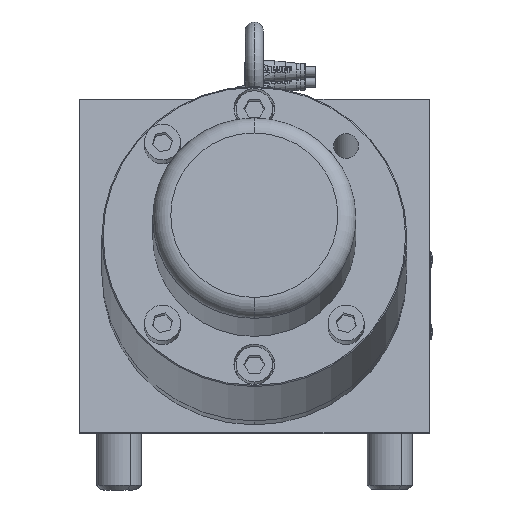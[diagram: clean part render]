
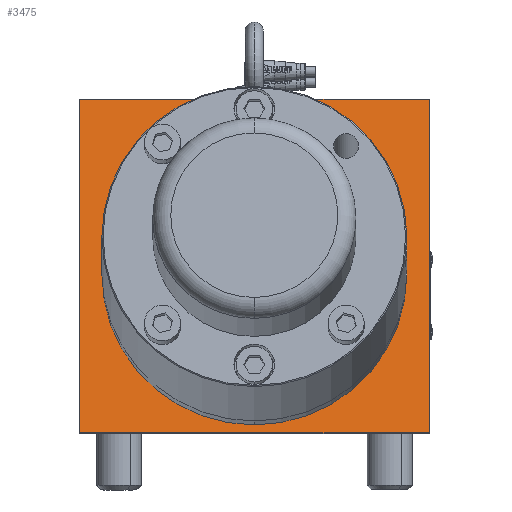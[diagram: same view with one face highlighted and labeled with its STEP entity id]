
A CAD part, left-side view. The second image highlights one B-rep face of the part: STEP entity #3475.
In plain terms, the highlighted planar face has unit normal (-0.985, 0, 0.174).
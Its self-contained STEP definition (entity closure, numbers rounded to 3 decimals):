
#3475=ADVANCED_FACE('',(#9378,#9379),#9380,.T.);
#9378=FACE_BOUND('',#18345,.T.);
#9379=FACE_OUTER_BOUND('',#18346,.T.);
#9380=PLANE('',#18347);
#18345=EDGE_LOOP('',(#28043,#28044));
#18346=EDGE_LOOP('',(#28045,#28046,#28047,#28048));
#18347=AXIS2_PLACEMENT_3D('',#28049,#28050,#28051);
#28043=ORIENTED_EDGE('',*,*,#52500,.T.);
#28044=ORIENTED_EDGE('',*,*,#52849,.T.);
#28045=ORIENTED_EDGE('',*,*,#52890,.T.);
#28046=ORIENTED_EDGE('',*,*,#52891,.F.);
#28047=ORIENTED_EDGE('',*,*,#52815,.F.);
#28048=ORIENTED_EDGE('',*,*,#52731,.T.);
#28049=CARTESIAN_POINT('',(13.092,0.0,74.248));
#28050=DIRECTION('',(-0.985,0.0,0.174));
#28051=DIRECTION('',(0.174,0.0,0.985));
#52500=EDGE_CURVE('',#62363,#62360,#62364,.T.);
#52731=EDGE_CURVE('',#62742,#62740,#62743,.T.);
#52815=EDGE_CURVE('',#62742,#62840,#62841,.T.);
#52849=EDGE_CURVE('',#62360,#62363,#62880,.T.);
#52890=EDGE_CURVE('',#62740,#62925,#62926,.T.);
#52891=EDGE_CURVE('',#62840,#62925,#62927,.T.);
#62360=VERTEX_POINT('',#76781);
#62363=VERTEX_POINT('',#76785);
#62364=CIRCLE('',#76786,45.);
#62740=VERTEX_POINT('',#77334);
#62742=VERTEX_POINT('',#77337);
#62743=LINE('',#77338,#77339);
#62840=VERTEX_POINT('',#77482);
#62841=LINE('',#77483,#77484);
#62880=CIRCLE('',#77592,45.);
#62925=VERTEX_POINT('',#77650);
#62926=LINE('',#77651,#77652);
#62927=LINE('',#77653,#77654);
#76781=CARTESIAN_POINT('',(20.906,77.5,118.564));
#76785=CARTESIAN_POINT('',(5.278,77.5,29.932));
#76786=AXIS2_PLACEMENT_3D('',#103662,#103663,#103664);
#77334=CARTESIAN_POINT('',(26.116,155.0,148.109));
#77337=CARTESIAN_POINT('',(26.116,0.0,148.109));
#77338=CARTESIAN_POINT('',(26.116,0.0,148.109));
#77339=VECTOR('',#104048,1.0);
#77482=CARTESIAN_POINT('',(0.068,0.0,0.388));
#77483=CARTESIAN_POINT('',(26.116,0.0,148.109));
#77484=VECTOR('',#104164,1.0);
#77592=AXIS2_PLACEMENT_3D('',#104216,#104217,#104218);
#77650=CARTESIAN_POINT('',(0.068,155.0,0.388));
#77651=CARTESIAN_POINT('',(26.116,155.0,148.109));
#77652=VECTOR('',#104256,1.0);
#77653=CARTESIAN_POINT('',(0.068,0.0,0.388));
#77654=VECTOR('',#104257,1.0);
#103662=CARTESIAN_POINT('',(13.092,77.5,74.248));
#103663=DIRECTION('',(0.985,0.0,-0.174));
#103664=DIRECTION('',(0.174,0.0,0.985));
#104048=DIRECTION('',(0.0,1.0,0.0));
#104164=DIRECTION('',(-0.174,0.0,-0.985));
#104216=CARTESIAN_POINT('',(13.092,77.5,74.248));
#104217=DIRECTION('',(0.985,0.0,-0.174));
#104218=DIRECTION('',(0.174,0.0,0.985));
#104256=DIRECTION('',(-0.174,0.0,-0.985));
#104257=DIRECTION('',(0.0,1.0,0.0));
